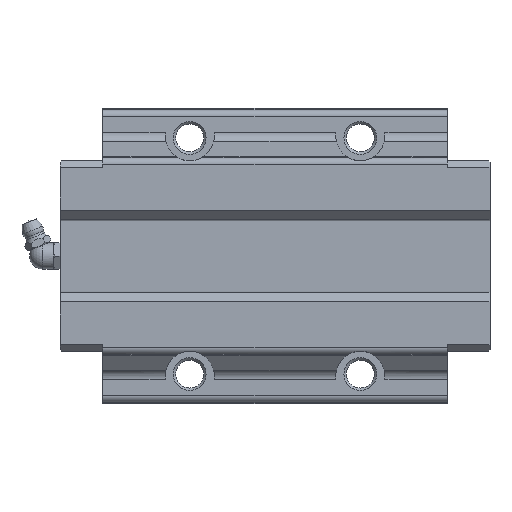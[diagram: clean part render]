
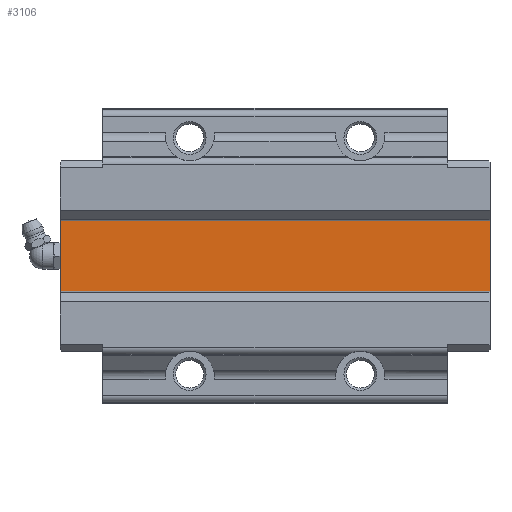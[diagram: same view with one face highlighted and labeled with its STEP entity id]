
A CAD part, front view. The second image highlights one B-rep face of the part: STEP entity #3106.
In plain terms, the highlighted planar face has unit normal (0, -1, 0).
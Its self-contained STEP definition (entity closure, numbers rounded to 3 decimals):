
#83=LINE('',#4697,#347);
#125=LINE('',#4821,#389);
#276=LINE('',#5391,#540);
#277=LINE('',#5393,#541);
#347=VECTOR('',#3686,1000.);
#389=VECTOR('',#3784,1000.);
#540=VECTOR('',#4239,1000.);
#541=VECTOR('',#4242,1000.);
#641=PLANE('',#3431);
#1583=ORIENTED_EDGE('',*,*,#1891,.F.);
#1584=ORIENTED_EDGE('',*,*,#2130,.F.);
#1585=ORIENTED_EDGE('',*,*,#1828,.T.);
#1586=ORIENTED_EDGE('',*,*,#2129,.T.);
#1828=EDGE_CURVE('',#2241,#2240,#83,.T.);
#1891=EDGE_CURVE('',#2294,#2295,#125,.T.);
#2129=EDGE_CURVE('',#2240,#2295,#276,.T.);
#2130=EDGE_CURVE('',#2241,#2294,#277,.T.);
#2240=VERTEX_POINT('',#4696);
#2241=VERTEX_POINT('',#4698);
#2294=VERTEX_POINT('',#4820);
#2295=VERTEX_POINT('',#4822);
#2678=EDGE_LOOP('',(#1583,#1584,#1585,#1586));
#2899=FACE_BOUND('',#2678,.T.);
#3106=ADVANCED_FACE('',(#2899),#641,.T.);
#3431=AXIS2_PLACEMENT_3D('',#5392,#4240,#4241);
#3686=DIRECTION('',(0.,0.,1.));
#3784=DIRECTION('',(0.,0.,1.));
#4239=DIRECTION('',(-1.,0.,0.));
#4240=DIRECTION('',(0.,-1.,0.));
#4241=DIRECTION('',(0.,0.,-1.));
#4242=DIRECTION('',(-1.,0.,0.));
#4696=CARTESIAN_POINT('',(65.5,16.,11.147));
#4697=CARTESIAN_POINT('',(65.5,16.,-11.147));
#4698=CARTESIAN_POINT('',(65.5,16.,-11.147));
#4820=CARTESIAN_POINT('',(-65.5,16.,-11.147));
#4821=CARTESIAN_POINT('',(-65.5,16.,-11.147));
#4822=CARTESIAN_POINT('',(-65.5,16.,11.147));
#5391=CARTESIAN_POINT('',(65.5,16.,11.147));
#5392=CARTESIAN_POINT('',(65.5,16.,-11.147));
#5393=CARTESIAN_POINT('',(65.5,16.,-11.147));
